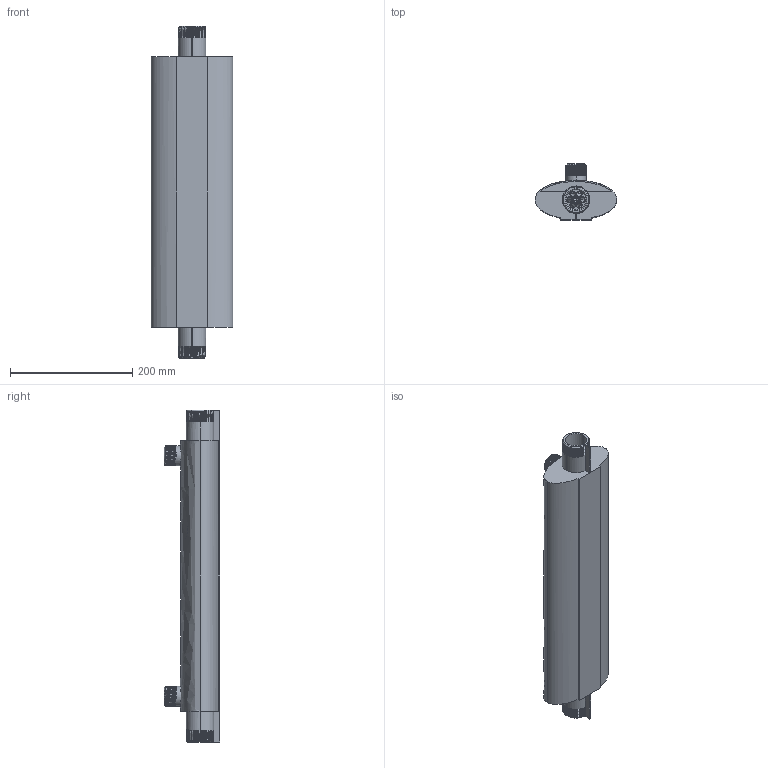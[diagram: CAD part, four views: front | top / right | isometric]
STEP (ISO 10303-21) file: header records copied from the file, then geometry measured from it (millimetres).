
FILE_DESCRIPTION (( 'STEP AP214' ), '1' );
FILE_NAME ('Heat exchanger sinusoidal big simulation.STEP', '2025-03-13T09:48:04', ( '' ), ( '' ), 'SwSTEP 2.0', 'SolidWorks 2023', '' );
FILE_SCHEMA (( 'AUTOMOTIVE_DESIGN' ));
Products named in the file (1): Heat exchanger sinusoidal big simulation
Bounding box: 134 x 91.73 x 544.16 mm (x, y, z)
Volume: 1262630.7 mm3; surface area: 551488.7 mm2
Topology: 1 solids, 1 shells, 1084 faces, 3602 edges, 2398 vertices
Faces by surface type: bspline 401, cylinder 253, plane 210, torus 177, cone 43
Entity records: 189318 total; most frequent: CARTESIAN_POINT 162861, ORIENTED_EDGE 7168, DIRECTION 3584, EDGE_CURVE 3584, VERTEX_POINT 2398, B_SPLINE_CURVE_WITH_KNOTS 1831, AXIS2_PLACEMENT_3D 1469, EDGE_LOOP 1136
